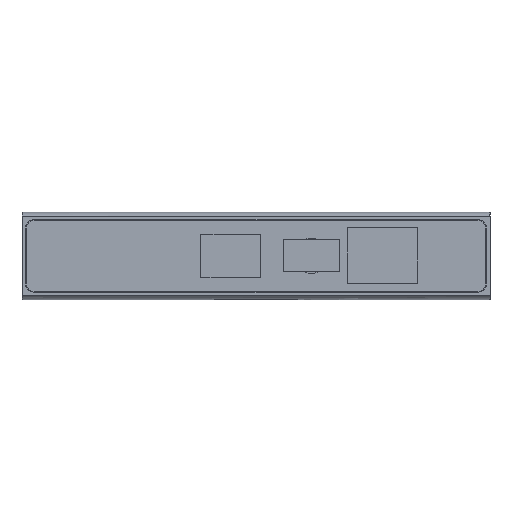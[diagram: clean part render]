
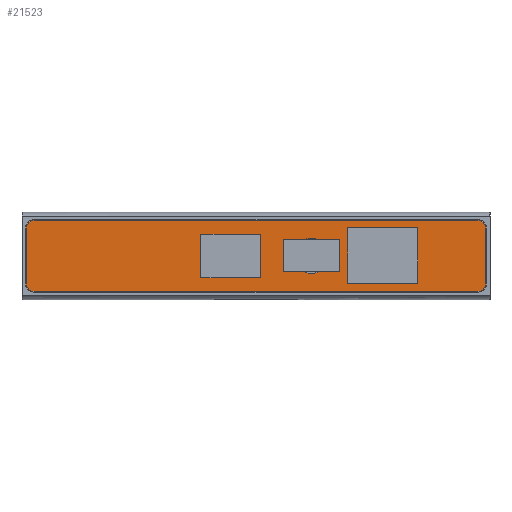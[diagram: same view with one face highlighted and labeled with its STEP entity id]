
A CAD part, top view. The second image highlights one B-rep face of the part: STEP entity #21523.
In plain terms, the highlighted planar face has unit normal (0, 0, 1).
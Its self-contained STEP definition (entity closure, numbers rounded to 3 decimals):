
#21322=CARTESIAN_POINT('',(16.491,0.,-0.07));
#21323=DIRECTION('',(0.,0.,-1.));
#21324=DIRECTION('',(1.,0.,0.));
#21325=AXIS2_PLACEMENT_3D('',#21322,#21323,#21324);
#21327=CARTESIAN_POINT('',(16.491,0.,-0.07));
#21328=DIRECTION('',(0.,0.,-1.));
#21329=DIRECTION('',(-1.,0.,0.));
#21330=AXIS2_PLACEMENT_3D('',#21327,#21328,#21329);
#21332=CARTESIAN_POINT('',(66.4,-8.3,-0.07));
#21333=DIRECTION('',(0.,0.,1.));
#21334=DIRECTION('',(0.,-1.,0.));
#21335=AXIS2_PLACEMENT_3D('',#21332,#21333,#21334);
#21337=DIRECTION('',(1.,0.,0.));
#21338=VECTOR('',#21337,132.8);
#21339=CARTESIAN_POINT('',(-66.4,-10.65,-0.07));
#21340=LINE('',#21339,#21338);
#21341=CARTESIAN_POINT('',(-66.4,-8.3,-0.07));
#21342=DIRECTION('',(0.,0.,1.));
#21343=DIRECTION('',(-1.,0.,0.));
#21344=AXIS2_PLACEMENT_3D('',#21341,#21342,#21343);
#21346=DIRECTION('',(0.,-1.,0.));
#21347=VECTOR('',#21346,16.6);
#21348=CARTESIAN_POINT('',(-68.75,8.3,-0.07));
#21349=LINE('',#21348,#21347);
#21350=CARTESIAN_POINT('',(-66.4,8.3,-0.07));
#21351=DIRECTION('',(0.,0.,1.));
#21352=DIRECTION('',(0.,1.,0.));
#21353=AXIS2_PLACEMENT_3D('',#21350,#21351,#21352);
#21355=DIRECTION('',(-1.,0.,0.));
#21356=VECTOR('',#21355,132.8);
#21357=CARTESIAN_POINT('',(66.4,10.65,-0.07));
#21358=LINE('',#21357,#21356);
#21359=CARTESIAN_POINT('',(66.4,8.3,-0.07));
#21360=DIRECTION('',(0.,0.,1.));
#21361=DIRECTION('',(1.,0.,0.));
#21362=AXIS2_PLACEMENT_3D('',#21359,#21360,#21361);
#21364=DIRECTION('',(0.,1.,0.));
#21365=VECTOR('',#21364,16.6);
#21366=CARTESIAN_POINT('',(68.75,-8.3,-0.07));
#21367=LINE('',#21366,#21365);
#21454=CARTESIAN_POINT('',(66.4,10.65,-0.07));
#21455=CARTESIAN_POINT('',(-66.4,10.65,-0.07));
#21456=VERTEX_POINT('',#21454);
#21457=VERTEX_POINT('',#21455);
#21458=CARTESIAN_POINT('',(-68.75,8.3,-0.07));
#21459=CARTESIAN_POINT('',(-68.75,-8.3,-0.07));
#21460=VERTEX_POINT('',#21458);
#21461=VERTEX_POINT('',#21459);
#21462=CARTESIAN_POINT('',(-66.4,-10.65,-0.07));
#21463=CARTESIAN_POINT('',(66.4,-10.65,-0.07));
#21464=VERTEX_POINT('',#21462);
#21465=VERTEX_POINT('',#21463);
#21466=CARTESIAN_POINT('',(68.75,-8.3,-0.07));
#21467=CARTESIAN_POINT('',(68.75,8.3,-0.07));
#21468=VERTEX_POINT('',#21466);
#21469=VERTEX_POINT('',#21467);
#21486=CARTESIAN_POINT('',(21.791,0.,-0.07));
#21487=CARTESIAN_POINT('',(11.191,0.,-0.07));
#21488=VERTEX_POINT('',#21486);
#21489=VERTEX_POINT('',#21487);
#21494=CARTESIAN_POINT('',(0.,0.,-0.07));
#21495=DIRECTION('',(0.,0.,1.));
#21496=DIRECTION('',(1.,0.,0.));
#21497=AXIS2_PLACEMENT_3D('',#21494,#21495,#21496);
#21498=PLANE('',#21497);
#21500=ORIENTED_EDGE('',*,*,#21499,.F.);
#21502=ORIENTED_EDGE('',*,*,#21501,.F.);
#21504=ORIENTED_EDGE('',*,*,#21503,.F.);
#21506=ORIENTED_EDGE('',*,*,#21505,.F.);
#21508=ORIENTED_EDGE('',*,*,#21507,.F.);
#21510=ORIENTED_EDGE('',*,*,#21509,.F.);
#21512=ORIENTED_EDGE('',*,*,#21511,.F.);
#21514=ORIENTED_EDGE('',*,*,#21513,.F.);
#21515=EDGE_LOOP('',(#21500,#21502,#21504,#21506,#21508,#21510,#21512,#21514));
#21516=FACE_OUTER_BOUND('',#21515,.F.);
#21518=ORIENTED_EDGE('',*,*,#21517,.F.);
#21520=ORIENTED_EDGE('',*,*,#21519,.F.);
#21521=EDGE_LOOP('',(#21518,#21520));
#21522=FACE_BOUND('',#21521,.F.);
#21523=ADVANCED_FACE('',(#21516,#21522),#21498,.T.);
#21326=CIRCLE('',#21325,5.3);
#21331=CIRCLE('',#21330,5.3);
#21336=CIRCLE('',#21335,2.35);
#21345=CIRCLE('',#21344,2.35);
#21354=CIRCLE('',#21353,2.35);
#21363=CIRCLE('',#21362,2.35);
#21499=EDGE_CURVE('',#21465,#21468,#21336,.T.);
#21501=EDGE_CURVE('',#21464,#21465,#21340,.T.);
#21503=EDGE_CURVE('',#21461,#21464,#21345,.T.);
#21505=EDGE_CURVE('',#21460,#21461,#21349,.T.);
#21507=EDGE_CURVE('',#21457,#21460,#21354,.T.);
#21509=EDGE_CURVE('',#21456,#21457,#21358,.T.);
#21511=EDGE_CURVE('',#21469,#21456,#21363,.T.);
#21513=EDGE_CURVE('',#21468,#21469,#21367,.T.);
#21517=EDGE_CURVE('',#21488,#21489,#21326,.T.);
#21519=EDGE_CURVE('',#21489,#21488,#21331,.T.);
